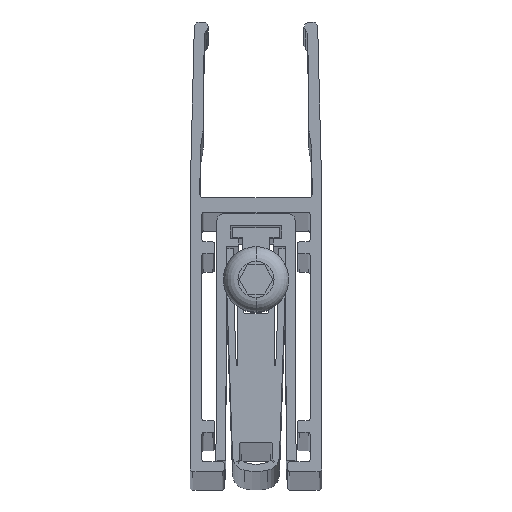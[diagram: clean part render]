
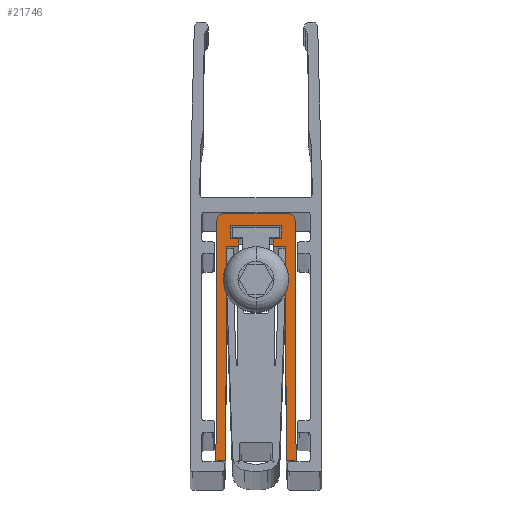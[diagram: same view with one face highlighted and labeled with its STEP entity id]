
A CAD part, top view. The second image highlights one B-rep face of the part: STEP entity #21746.
In plain terms, the highlighted planar face has unit normal (0, 0, 1).
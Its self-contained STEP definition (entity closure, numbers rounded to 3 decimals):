
#131 = VERTEX_POINT ( 'NONE', #25601 ) ;
#628 = AXIS2_PLACEMENT_3D ( 'NONE', #34758, #7465, #25467 ) ;
#983 = CARTESIAN_POINT ( 'NONE',  ( 2.65, -2.55, 1084. ) ) ;
#1443 = ORIENTED_EDGE ( 'NONE', *, *, #33720, .T. ) ;
#2043 = EDGE_CURVE ( 'NONE', #11113, #13306, #19197, .T. ) ;
#2478 = CARTESIAN_POINT ( 'NONE',  ( 1.75, -2.55, 1084. ) ) ;
#2542 = CARTESIAN_POINT ( 'NONE',  ( -3.013, -3.35, 1084. ) ) ;
#2767 = LINE ( 'NONE', #11460, #24882 ) ;
#3236 = DIRECTION ( 'NONE',  ( 1., 0., 0. ) ) ;
#3476 = VERTEX_POINT ( 'NONE', #31777 ) ;
#3556 = VERTEX_POINT ( 'NONE', #24442 ) ;
#3943 = DIRECTION ( 'NONE',  ( -1., 0., 0. ) ) ;
#4338 = CARTESIAN_POINT ( 'NONE',  ( -3.303, -0.7, 1084. ) ) ;
#5304 = ORIENTED_EDGE ( 'NONE', *, *, #34808, .T. ) ;
#5573 = CARTESIAN_POINT ( 'NONE',  ( -1.75, -2.55, 1084. ) ) ;
#5644 = CARTESIAN_POINT ( 'NONE',  ( 2.65, -2.55, 1084. ) ) ;
#6097 = CARTESIAN_POINT ( 'NONE',  ( -3.013, -3.35, 1084. ) ) ;
#6676 = CARTESIAN_POINT ( 'NONE',  ( 4.1, -25.3, 1084. ) ) ;
#7465 = DIRECTION ( 'NONE',  ( 0., 0., 1. ) ) ;
#7511 = CARTESIAN_POINT ( 'NONE',  ( 3.013, -3.35, 1084. ) ) ;
#7594 = DIRECTION ( 'NONE',  ( 0.004, -1., 0. ) ) ;
#8700 = CARTESIAN_POINT ( 'NONE',  ( 1.75, -3.35, 1084. ) ) ;
#8738 = EDGE_CURVE ( 'NONE', #35328, #3476, #10423, .T. ) ;
#8856 = LINE ( 'NONE', #15769, #21784 ) ;
#9459 = VERTEX_POINT ( 'NONE', #983 ) ;
#10031 = CARTESIAN_POINT ( 'NONE',  ( -4.1, -25.3, 1084. ) ) ;
#10094 = EDGE_CURVE ( 'NONE', #19487, #12981, #18869, .T. ) ;
#10327 = CARTESIAN_POINT ( 'NONE',  ( -3.013, -3.35, 1084. ) ) ;
#10341 = DIRECTION ( 'NONE',  ( -0.004, -1., 0. ) ) ;
#10353 = EDGE_LOOP ( 'NONE', ( #25357, #5304, #12892, #15284, #30008, #16917, #13058, #1443, #22151, #21846, #37006, #10714, #23504, #21527, #26731, #27267, #26908, #16877 ) ) ;
#10423 = LINE ( 'NONE', #10031, #18565 ) ;
#10448 = DIRECTION ( 'NONE',  ( -1., 0., 0. ) ) ;
#10714 = ORIENTED_EDGE ( 'NONE', *, *, #39043, .T. ) ;
#11037 = CARTESIAN_POINT ( 'NONE',  ( -4.003, -0.697, 1084. ) ) ;
#11113 = VERTEX_POINT ( 'NONE', #5573 ) ;
#11460 = CARTESIAN_POINT ( 'NONE',  ( 2.65, -1.25, 1084. ) ) ;
#11651 = LINE ( 'NONE', #2542, #26702 ) ;
#11950 = AXIS2_PLACEMENT_3D ( 'NONE', #37544, #37152, #10448 ) ;
#12624 = VECTOR ( 'NONE', #24853, 1000. ) ;
#12892 = ORIENTED_EDGE ( 'NONE', *, *, #37366, .T. ) ;
#12981 = VERTEX_POINT ( 'NONE', #7511 ) ;
#13058 = ORIENTED_EDGE ( 'NONE', *, *, #10094, .T. ) ;
#13306 = VERTEX_POINT ( 'NONE', #13411 ) ;
#13411 = CARTESIAN_POINT ( 'NONE',  ( -2.65, -2.55, 1084. ) ) ;
#13451 = EDGE_CURVE ( 'NONE', #19295, #18864, #18354, .T. ) ;
#13743 = LINE ( 'NONE', #34702, #18517 ) ;
#14363 = CARTESIAN_POINT ( 'NONE',  ( -2.65, -1.25, 1084. ) ) ;
#14386 = CARTESIAN_POINT ( 'NONE',  ( -4.1, -25.3, 1084. ) ) ;
#14399 = VECTOR ( 'NONE', #16442, 1000. ) ;
#14425 = DIRECTION ( 'NONE',  ( 0., -1., 0. ) ) ;
#14532 = LINE ( 'NONE', #23436, #33441 ) ;
#14533 = CIRCLE ( 'NONE', #21497, 0.7 ) ;
#14554 = DIRECTION ( 'NONE',  ( 1., 0., 0. ) ) ;
#15244 = EDGE_CURVE ( 'NONE', #29658, #17686, #14533, .T. ) ;
#15284 = ORIENTED_EDGE ( 'NONE', *, *, #28984, .T. ) ;
#15384 = DIRECTION ( 'NONE',  ( -0.004, 1., 0. ) ) ;
#15769 = CARTESIAN_POINT ( 'NONE',  ( 4.003, -0.697, 1084. ) ) ;
#15795 = CIRCLE ( 'NONE', #628, 0.7 ) ;
#15827 = VERTEX_POINT ( 'NONE', #10327 ) ;
#16442 = DIRECTION ( 'NONE',  ( -1., 0., 0. ) ) ;
#16877 = ORIENTED_EDGE ( 'NONE', *, *, #18990, .T. ) ;
#16917 = ORIENTED_EDGE ( 'NONE', *, *, #24279, .T. ) ;
#17659 = DIRECTION ( 'NONE',  ( 0., 1., 0. ) ) ;
#17686 = VERTEX_POINT ( 'NONE', #11037 ) ;
#17934 = VECTOR ( 'NONE', #38685, 1000. ) ;
#18182 = DIRECTION ( 'NONE',  ( 1., 0., 0. ) ) ;
#18354 = LINE ( 'NONE', #33552, #12624 ) ;
#18481 = CARTESIAN_POINT ( 'NONE',  ( 3.013, -3.35, 1084. ) ) ;
#18517 = VECTOR ( 'NONE', #7594, 1000. ) ;
#18565 = VECTOR ( 'NONE', #33958, 1000. ) ;
#18864 = VERTEX_POINT ( 'NONE', #6676 ) ;
#18869 = LINE ( 'NONE', #18481, #34273 ) ;
#18990 = EDGE_CURVE ( 'NONE', #33925, #11113, #14532, .T. ) ;
#19138 = VECTOR ( 'NONE', #18182, 1000. ) ;
#19197 = LINE ( 'NONE', #21765, #28687 ) ;
#19295 = VERTEX_POINT ( 'NONE', #35848 ) ;
#19328 = CARTESIAN_POINT ( 'NONE',  ( -3.303, 0., 1084. ) ) ;
#19412 = CARTESIAN_POINT ( 'NONE',  ( -3.303, 0., 1084. ) ) ;
#19487 = VERTEX_POINT ( 'NONE', #8700 ) ;
#19548 = PLANE ( 'NONE',  #11950 ) ;
#20383 = EDGE_CURVE ( 'NONE', #17686, #35328, #25361, .T. ) ;
#21077 = DIRECTION ( 'NONE',  ( 0., 1., 0. ) ) ;
#21146 = LINE ( 'NONE', #6097, #19138 ) ;
#21403 = VECTOR ( 'NONE', #10341, 1000. ) ;
#21497 = AXIS2_PLACEMENT_3D ( 'NONE', #4338, #34006, #3943 ) ;
#21527 = ORIENTED_EDGE ( 'NONE', *, *, #20383, .T. ) ;
#21576 = VECTOR ( 'NONE', #14554, 1000. ) ;
#21712 = EDGE_CURVE ( 'NONE', #26000, #26149, #15795, .T. ) ;
#21746 = ADVANCED_FACE ( 'NONE', ( #22313 ), #19548, .F. ) ;
#21765 = CARTESIAN_POINT ( 'NONE',  ( -2.65, -2.55, 1084. ) ) ;
#21784 = VECTOR ( 'NONE', #15384, 1000. ) ;
#21846 = ORIENTED_EDGE ( 'NONE', *, *, #30360, .T. ) ;
#22151 = ORIENTED_EDGE ( 'NONE', *, *, #13451, .T. ) ;
#22313 = FACE_OUTER_BOUND ( 'NONE', #10353, .T. ) ;
#23436 = CARTESIAN_POINT ( 'NONE',  ( -1.75, -2.55, 1084. ) ) ;
#23504 = ORIENTED_EDGE ( 'NONE', *, *, #15244, .T. ) ;
#23806 = CARTESIAN_POINT ( 'NONE',  ( 3.303, 0., 1084. ) ) ;
#24279 = EDGE_CURVE ( 'NONE', #3556, #19487, #29581, .T. ) ;
#24442 = CARTESIAN_POINT ( 'NONE',  ( 1.75, -2.55, 1084. ) ) ;
#24853 = DIRECTION ( 'NONE',  ( 1., 0.004, 0. ) ) ;
#24882 = VECTOR ( 'NONE', #14425, 1000. ) ;
#24943 = CARTESIAN_POINT ( 'NONE',  ( -1.75, -3.35, 1084. ) ) ;
#25252 = EDGE_CURVE ( 'NONE', #15827, #33925, #21146, .T. ) ;
#25357 = ORIENTED_EDGE ( 'NONE', *, *, #2043, .T. ) ;
#25361 = LINE ( 'NONE', #37434, #21403 ) ;
#25467 = DIRECTION ( 'NONE',  ( 1., 0., 0. ) ) ;
#25601 = CARTESIAN_POINT ( 'NONE',  ( -2.65, -1.25, 1084. ) ) ;
#26000 = VERTEX_POINT ( 'NONE', #36730 ) ;
#26149 = VERTEX_POINT ( 'NONE', #23806 ) ;
#26367 = EDGE_CURVE ( 'NONE', #3476, #15827, #11651, .T. ) ;
#26702 = VECTOR ( 'NONE', #32204, 1000. ) ;
#26731 = ORIENTED_EDGE ( 'NONE', *, *, #8738, .T. ) ;
#26908 = ORIENTED_EDGE ( 'NONE', *, *, #25252, .T. ) ;
#27267 = ORIENTED_EDGE ( 'NONE', *, *, #26367, .T. ) ;
#28353 = VERTEX_POINT ( 'NONE', #30304 ) ;
#28687 = VECTOR ( 'NONE', #31256, 1000. ) ;
#28984 = EDGE_CURVE ( 'NONE', #28353, #9459, #2767, .T. ) ;
#29400 = DIRECTION ( 'NONE',  ( -1., 0., 0. ) ) ;
#29521 = LINE ( 'NONE', #31751, #32399 ) ;
#29581 = LINE ( 'NONE', #2478, #17934 ) ;
#29658 = VERTEX_POINT ( 'NONE', #19328 ) ;
#30008 = ORIENTED_EDGE ( 'NONE', *, *, #31317, .T. ) ;
#30304 = CARTESIAN_POINT ( 'NONE',  ( 2.65, -1.25, 1084. ) ) ;
#30360 = EDGE_CURVE ( 'NONE', #18864, #26000, #8856, .T. ) ;
#31256 = DIRECTION ( 'NONE',  ( -1., 0., 0. ) ) ;
#31317 = EDGE_CURVE ( 'NONE', #9459, #3556, #35717, .T. ) ;
#31751 = CARTESIAN_POINT ( 'NONE',  ( -2.65, -1.25, 1084. ) ) ;
#31777 = CARTESIAN_POINT ( 'NONE',  ( -3.1, -25.304, 1084. ) ) ;
#32204 = DIRECTION ( 'NONE',  ( 0.004, 1., 0. ) ) ;
#32355 = LINE ( 'NONE', #14363, #21576 ) ;
#32399 = VECTOR ( 'NONE', #17659, 1000. ) ;
#33441 = VECTOR ( 'NONE', #21077, 1000. ) ;
#33552 = CARTESIAN_POINT ( 'NONE',  ( 4.1, -25.3, 1084. ) ) ;
#33720 = EDGE_CURVE ( 'NONE', #12981, #19295, #13743, .T. ) ;
#33925 = VERTEX_POINT ( 'NONE', #24943 ) ;
#33958 = DIRECTION ( 'NONE',  ( 1., -0.004, 0. ) ) ;
#34006 = DIRECTION ( 'NONE',  ( 0., 0., 1. ) ) ;
#34218 = VECTOR ( 'NONE', #29400, 1000. ) ;
#34273 = VECTOR ( 'NONE', #3236, 1000. ) ;
#34435 = LINE ( 'NONE', #19412, #14399 ) ;
#34702 = CARTESIAN_POINT ( 'NONE',  ( 3.013, -3.35, 1084. ) ) ;
#34758 = CARTESIAN_POINT ( 'NONE',  ( 3.303, -0.7, 1084. ) ) ;
#34808 = EDGE_CURVE ( 'NONE', #13306, #131, #29521, .T. ) ;
#35328 = VERTEX_POINT ( 'NONE', #14386 ) ;
#35717 = LINE ( 'NONE', #5644, #34218 ) ;
#35848 = CARTESIAN_POINT ( 'NONE',  ( 3.1, -25.304, 1084. ) ) ;
#36730 = CARTESIAN_POINT ( 'NONE',  ( 4.003, -0.697, 1084. ) ) ;
#37006 = ORIENTED_EDGE ( 'NONE', *, *, #21712, .T. ) ;
#37152 = DIRECTION ( 'NONE',  ( 0., 0., -1. ) ) ;
#37366 = EDGE_CURVE ( 'NONE', #131, #28353, #32355, .T. ) ;
#37434 = CARTESIAN_POINT ( 'NONE',  ( -4.003, -0.697, 1084. ) ) ;
#37544 = CARTESIAN_POINT ( 'NONE',  ( -3.303, -0.7, 1084. ) ) ;
#38685 = DIRECTION ( 'NONE',  ( 0., -1., 0. ) ) ;
#39043 = EDGE_CURVE ( 'NONE', #26149, #29658, #34435, .T. ) ;
